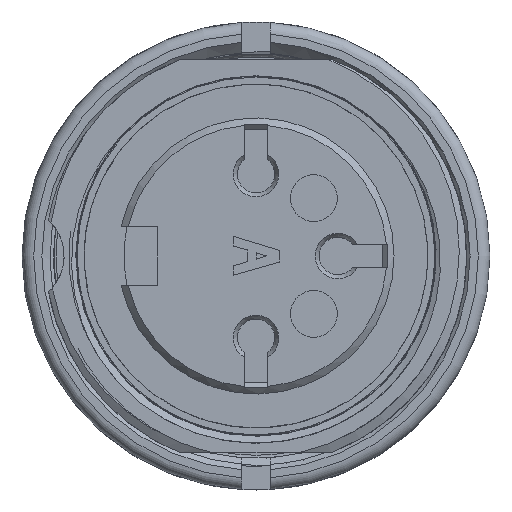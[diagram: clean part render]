
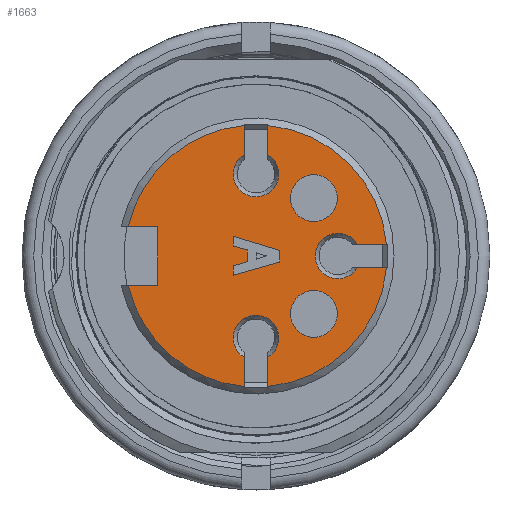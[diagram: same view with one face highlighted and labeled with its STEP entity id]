
A CAD part, front view. The second image highlights one B-rep face of the part: STEP entity #1663.
In plain terms, the highlighted planar face has unit normal (0, -1, 0).
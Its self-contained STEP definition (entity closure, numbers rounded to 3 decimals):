
#1129=FACE_BOUND('',#2465,.T.);
#1130=FACE_BOUND('',#2466,.T.);
#1131=FACE_BOUND('',#2467,.T.);
#1132=FACE_BOUND('',#2468,.T.);
#1234=PLANE('',#8090);
#1663=ADVANCED_FACE('',(#1129,#1130,#1131,#1132),#1234,.F.);
#2465=EDGE_LOOP('',(#3091));
#2466=EDGE_LOOP('',(#3092,#3093,#3094,#3095,#3096,#3097,#3098,#3099));
#2467=EDGE_LOOP('',(#3100,#3101,#3102,#3103,#3104,#3105,#3106,#3107,#3108,
#3109,#3110,#3111,#3112,#3113,#3114,#3115));
#2468=EDGE_LOOP('',(#3116));
#2902=CIRCLE('',#8081,1.);
#2903=CIRCLE('',#8082,5.6);
#2904=CIRCLE('',#8083,0.973);
#2905=CIRCLE('',#8084,5.6);
#2906=CIRCLE('',#8085,0.973);
#2907=CIRCLE('',#8086,5.6);
#2908=CIRCLE('',#8087,0.973);
#2909=CIRCLE('',#8088,5.6);
#2910=CIRCLE('',#8089,1.);
#3091=ORIENTED_EDGE('',*,*,#5865,.F.);
#3092=ORIENTED_EDGE('',*,*,#5866,.T.);
#3093=ORIENTED_EDGE('',*,*,#5867,.T.);
#3094=ORIENTED_EDGE('',*,*,#5868,.T.);
#3095=ORIENTED_EDGE('',*,*,#5869,.T.);
#3096=ORIENTED_EDGE('',*,*,#5870,.T.);
#3097=ORIENTED_EDGE('',*,*,#5871,.T.);
#3098=ORIENTED_EDGE('',*,*,#5872,.T.);
#3099=ORIENTED_EDGE('',*,*,#5873,.T.);
#3100=ORIENTED_EDGE('',*,*,#5853,.T.);
#3101=ORIENTED_EDGE('',*,*,#5874,.T.);
#3102=ORIENTED_EDGE('',*,*,#5875,.F.);
#3103=ORIENTED_EDGE('',*,*,#5876,.F.);
#3104=ORIENTED_EDGE('',*,*,#5877,.F.);
#3105=ORIENTED_EDGE('',*,*,#5878,.T.);
#3106=ORIENTED_EDGE('',*,*,#5879,.F.);
#3107=ORIENTED_EDGE('',*,*,#5880,.F.);
#3108=ORIENTED_EDGE('',*,*,#5881,.F.);
#3109=ORIENTED_EDGE('',*,*,#5882,.T.);
#3110=ORIENTED_EDGE('',*,*,#5883,.F.);
#3111=ORIENTED_EDGE('',*,*,#5884,.F.);
#3112=ORIENTED_EDGE('',*,*,#5885,.F.);
#3113=ORIENTED_EDGE('',*,*,#5886,.T.);
#3114=ORIENTED_EDGE('',*,*,#5861,.T.);
#3115=ORIENTED_EDGE('',*,*,#5864,.T.);
#3116=ORIENTED_EDGE('',*,*,#5887,.F.);
#5164=VERTEX_POINT('',#9998);
#5165=VERTEX_POINT('',#10000);
#5171=VERTEX_POINT('',#10014);
#5172=VERTEX_POINT('',#10016);
#5173=VERTEX_POINT('',#10026);
#5174=VERTEX_POINT('',#10028);
#5175=VERTEX_POINT('',#10029);
#5176=VERTEX_POINT('',#10031);
#5177=VERTEX_POINT('',#10033);
#5178=VERTEX_POINT('',#10035);
#5179=VERTEX_POINT('',#10037);
#5180=VERTEX_POINT('',#10039);
#5181=VERTEX_POINT('',#10041);
#5182=VERTEX_POINT('',#10044);
#5183=VERTEX_POINT('',#10046);
#5184=VERTEX_POINT('',#10048);
#5185=VERTEX_POINT('',#10050);
#5186=VERTEX_POINT('',#10052);
#5187=VERTEX_POINT('',#10054);
#5188=VERTEX_POINT('',#10056);
#5189=VERTEX_POINT('',#10058);
#5190=VERTEX_POINT('',#10060);
#5191=VERTEX_POINT('',#10062);
#5192=VERTEX_POINT('',#10064);
#5193=VERTEX_POINT('',#10066);
#5194=VERTEX_POINT('',#10069);
#5853=EDGE_CURVE('',#5165,#5164,#6895,.T.);
#5861=EDGE_CURVE('',#5172,#5171,#6903,.T.);
#5864=EDGE_CURVE('',#5171,#5165,#6905,.T.);
#5865=EDGE_CURVE('',#5173,#5173,#2902,.T.);
#5866=EDGE_CURVE('',#5174,#5175,#6906,.T.);
#5867=EDGE_CURVE('',#5175,#5176,#6907,.T.);
#5868=EDGE_CURVE('',#5176,#5177,#6908,.T.);
#5869=EDGE_CURVE('',#5177,#5178,#6909,.T.);
#5870=EDGE_CURVE('',#5178,#5179,#6910,.T.);
#5871=EDGE_CURVE('',#5179,#5180,#6911,.T.);
#5872=EDGE_CURVE('',#5180,#5181,#6912,.T.);
#5873=EDGE_CURVE('',#5181,#5174,#6913,.T.);
#5874=EDGE_CURVE('',#5164,#5182,#2903,.T.);
#5875=EDGE_CURVE('',#5183,#5182,#6914,.T.);
#5876=EDGE_CURVE('',#5184,#5183,#2904,.T.);
#5877=EDGE_CURVE('',#5185,#5184,#6915,.T.);
#5878=EDGE_CURVE('',#5185,#5186,#2905,.T.);
#5879=EDGE_CURVE('',#5187,#5186,#6916,.T.);
#5880=EDGE_CURVE('',#5188,#5187,#2906,.T.);
#5881=EDGE_CURVE('',#5189,#5188,#6917,.T.);
#5882=EDGE_CURVE('',#5189,#5190,#2907,.T.);
#5883=EDGE_CURVE('',#5191,#5190,#6918,.T.);
#5884=EDGE_CURVE('',#5192,#5191,#2908,.T.);
#5885=EDGE_CURVE('',#5193,#5192,#6919,.T.);
#5886=EDGE_CURVE('',#5193,#5172,#2909,.T.);
#5887=EDGE_CURVE('',#5194,#5194,#2910,.T.);
#6895=LINE('',#9999,#7486);
#6903=LINE('',#10015,#7494);
#6905=LINE('',#10023,#7496);
#6906=LINE('',#10027,#7497);
#6907=LINE('',#10030,#7498);
#6908=LINE('',#10032,#7499);
#6909=LINE('',#10034,#7500);
#6910=LINE('',#10036,#7501);
#6911=LINE('',#10038,#7502);
#6912=LINE('',#10040,#7503);
#6913=LINE('',#10042,#7504);
#6914=LINE('',#10045,#7505);
#6915=LINE('',#10049,#7506);
#6916=LINE('',#10053,#7507);
#6917=LINE('',#10057,#7508);
#6918=LINE('',#10061,#7509);
#6919=LINE('',#10065,#7510);
#7486=VECTOR('',#8524,1.);
#7494=VECTOR('',#8534,1.);
#7496=VECTOR('',#8538,1.);
#7497=VECTOR('',#8543,1.);
#7498=VECTOR('',#8544,1.);
#7499=VECTOR('',#8545,1.);
#7500=VECTOR('',#8546,1.);
#7501=VECTOR('',#8547,1.);
#7502=VECTOR('',#8548,1.);
#7503=VECTOR('',#8549,1.);
#7504=VECTOR('',#8550,1.);
#7505=VECTOR('',#8553,1.);
#7506=VECTOR('',#8556,1.);
#7507=VECTOR('',#8559,1.);
#7508=VECTOR('',#8562,1.);
#7509=VECTOR('',#8565,1.);
#7510=VECTOR('',#8568,1.);
#8081=AXIS2_PLACEMENT_3D('',#10025,#8541,#8542);
#8082=AXIS2_PLACEMENT_3D('',#10043,#8551,#8552);
#8083=AXIS2_PLACEMENT_3D('',#10047,#8554,#8555);
#8084=AXIS2_PLACEMENT_3D('',#10051,#8557,#8558);
#8085=AXIS2_PLACEMENT_3D('',#10055,#8560,#8561);
#8086=AXIS2_PLACEMENT_3D('',#10059,#8563,#8564);
#8087=AXIS2_PLACEMENT_3D('',#10063,#8566,#8567);
#8088=AXIS2_PLACEMENT_3D('',#10067,#8569,#8570);
#8089=AXIS2_PLACEMENT_3D('',#10068,#8571,#8572);
#8090=AXIS2_PLACEMENT_3D('',#10070,#8573,#8574);
#8524=DIRECTION('',(-1.,0.,0.));
#8534=DIRECTION('',(1.,0.,0.));
#8538=DIRECTION('',(0.,0.,-1.));
#8541=DIRECTION('',(0.,-1.,0.));
#8542=DIRECTION('',(0.,0.,1.));
#8543=DIRECTION('',(0.,0.,-1.));
#8544=DIRECTION('',(-0.963,0.,-0.27));
#8545=DIRECTION('',(0.,0.,1.));
#8546=DIRECTION('',(0.958,0.,0.287));
#8547=DIRECTION('',(0.,0.,1.));
#8548=DIRECTION('',(-0.966,0.,0.258));
#8549=DIRECTION('',(0.,0.,1.));
#8550=DIRECTION('',(0.958,0.,-0.287));
#8551=DIRECTION('',(0.,-1.,0.));
#8552=DIRECTION('',(0.,0.,1.));
#8553=DIRECTION('',(0.,0.,-1.));
#8554=DIRECTION('',(0.,-1.,0.));
#8555=DIRECTION('',(0.514,0.,-0.858));
#8556=DIRECTION('',(0.,0.,1.));
#8557=DIRECTION('',(0.,-1.,0.));
#8558=DIRECTION('',(0.,0.,1.));
#8559=DIRECTION('',(1.,0.,0.));
#8560=DIRECTION('',(0.,-1.,0.));
#8561=DIRECTION('',(0.858,0.,0.514));
#8562=DIRECTION('',(-1.,0.,0.));
#8563=DIRECTION('',(0.,-1.,0.));
#8564=DIRECTION('',(0.,0.,1.));
#8565=DIRECTION('',(0.,0.,1.));
#8566=DIRECTION('',(0.,-1.,0.));
#8567=DIRECTION('',(-0.514,0.,0.858));
#8568=DIRECTION('',(0.,0.,-1.));
#8569=DIRECTION('',(0.,-1.,0.));
#8570=DIRECTION('',(0.,0.,1.));
#8571=DIRECTION('',(0.,-1.,0.));
#8572=DIRECTION('',(0.,0.,1.));
#8573=DIRECTION('',(0.,1.,0.));
#8574=DIRECTION('',(0.,0.,1.));
#9998=CARTESIAN_POINT('',(-4.863,-24.606,-1.25));
#9999=CARTESIAN_POINT('',(-5.783,-24.606,-1.25));
#10000=CARTESIAN_POINT('',(-3.604,-24.606,-1.25));
#10014=CARTESIAN_POINT('',(-3.604,-24.606,1.25));
#10015=CARTESIAN_POINT('',(-3.604,-24.606,1.25));
#10016=CARTESIAN_POINT('',(-4.863,-24.606,1.25));
#10023=CARTESIAN_POINT('',(-3.604,-24.606,-1.25));
#10025=CARTESIAN_POINT('',(3.071,-24.606,2.475));
#10026=CARTESIAN_POINT('',(3.071,-24.606,3.475));
#10027=CARTESIAN_POINT('',(1.616,-24.606,0.24));
#10028=CARTESIAN_POINT('',(1.616,-24.606,0.24));
#10029=CARTESIAN_POINT('',(1.616,-24.606,-0.26));
#10030=CARTESIAN_POINT('',(1.616,-24.606,-0.26));
#10031=CARTESIAN_POINT('',(-0.384,-24.606,-0.82));
#10032=CARTESIAN_POINT('',(-0.384,-24.606,-0.82));
#10033=CARTESIAN_POINT('',(-0.384,-24.606,-0.42));
#10034=CARTESIAN_POINT('',(-0.384,-24.606,-0.42));
#10035=CARTESIAN_POINT('',(0.216,-24.606,-0.24));
#10036=CARTESIAN_POINT('',(0.216,-24.606,-0.24));
#10037=CARTESIAN_POINT('',(0.216,-24.606,0.26));
#10038=CARTESIAN_POINT('',(0.216,-24.606,0.26));
#10039=CARTESIAN_POINT('',(-0.384,-24.606,0.42));
#10040=CARTESIAN_POINT('',(-0.384,-24.606,0.42));
#10041=CARTESIAN_POINT('',(-0.384,-24.606,0.84));
#10042=CARTESIAN_POINT('',(-0.384,-24.606,0.84));
#10043=CARTESIAN_POINT('',(0.596,-24.606,0.));
#10044=CARTESIAN_POINT('',(0.096,-24.606,-5.578));
#10045=CARTESIAN_POINT('',(0.096,-24.606,-4.335));
#10046=CARTESIAN_POINT('',(0.096,-24.606,-4.335));
#10047=CARTESIAN_POINT('',(0.596,-24.606,-3.5));
#10048=CARTESIAN_POINT('',(1.096,-24.606,-4.335));
#10049=CARTESIAN_POINT('',(1.096,-24.606,-5.7));
#10050=CARTESIAN_POINT('',(1.096,-24.606,-5.578));
#10051=CARTESIAN_POINT('',(0.596,-24.606,0.));
#10052=CARTESIAN_POINT('',(6.174,-24.606,-0.5));
#10053=CARTESIAN_POINT('',(4.931,-24.606,-0.5));
#10054=CARTESIAN_POINT('',(4.931,-24.606,-0.5));
#10055=CARTESIAN_POINT('',(4.096,-24.606,0.));
#10056=CARTESIAN_POINT('',(4.931,-24.606,0.5));
#10057=CARTESIAN_POINT('',(6.296,-24.606,0.5));
#10058=CARTESIAN_POINT('',(6.174,-24.606,0.5));
#10059=CARTESIAN_POINT('',(0.596,-24.606,0.));
#10060=CARTESIAN_POINT('',(1.096,-24.606,5.578));
#10061=CARTESIAN_POINT('',(1.096,-24.606,4.335));
#10062=CARTESIAN_POINT('',(1.096,-24.606,4.335));
#10063=CARTESIAN_POINT('',(0.596,-24.606,3.5));
#10064=CARTESIAN_POINT('',(0.096,-24.606,4.335));
#10065=CARTESIAN_POINT('',(0.096,-24.606,5.7));
#10066=CARTESIAN_POINT('',(0.096,-24.606,5.578));
#10067=CARTESIAN_POINT('',(0.596,-24.606,0.));
#10068=CARTESIAN_POINT('',(3.071,-24.606,-2.475));
#10069=CARTESIAN_POINT('',(3.071,-24.606,-1.475));
#10070=CARTESIAN_POINT('',(0.596,-24.606,5.9));
